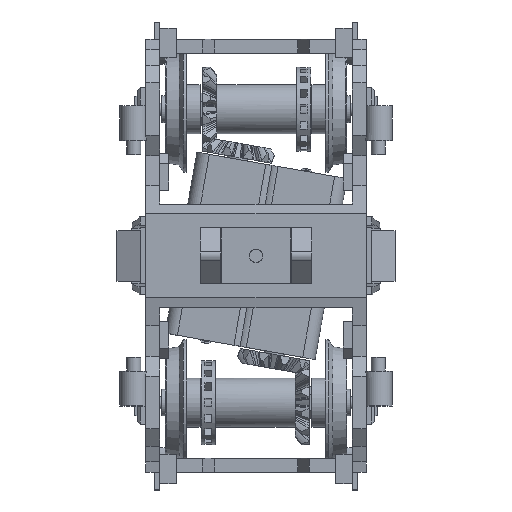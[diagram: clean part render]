
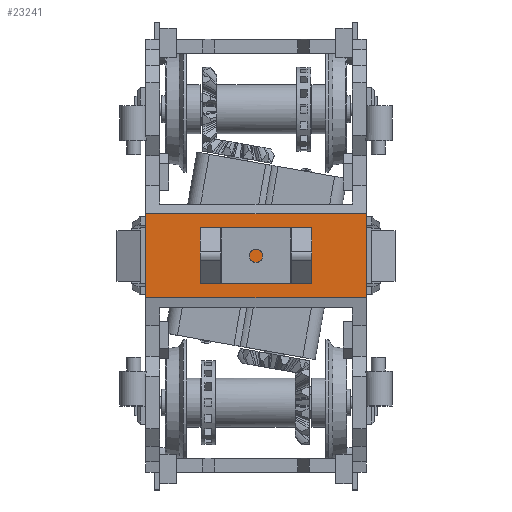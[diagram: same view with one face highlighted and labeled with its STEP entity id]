
A CAD part, top view. The second image highlights one B-rep face of the part: STEP entity #23241.
In plain terms, the highlighted planar face has unit normal (0, 0, 1).
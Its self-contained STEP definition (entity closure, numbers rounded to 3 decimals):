
#1350=FACE_BOUND('',#8260,.T.);
#1351=FACE_BOUND('',#8261,.T.);
#2152=LINE('',#36127,#4441);
#2155=LINE('',#36133,#4444);
#2157=LINE('',#36137,#4446);
#2160=LINE('',#36142,#4449);
#2162=LINE('',#36146,#4451);
#2163=LINE('',#36149,#4452);
#2165=LINE('',#36152,#4454);
#2166=LINE('',#36154,#4455);
#2684=LINE('',#37251,#4973);
#2962=LINE('',#37837,#5251);
#3231=LINE('',#38406,#5520);
#3233=LINE('',#38409,#5522);
#4441=VECTOR('',#28170,10.);
#4444=VECTOR('',#28175,10.);
#4446=VECTOR('',#28179,10.);
#4449=VECTOR('',#28184,10.);
#4451=VECTOR('',#28188,10.);
#4452=VECTOR('',#28191,10.);
#4454=VECTOR('',#28195,10.);
#4455=VECTOR('',#28198,10.);
#4973=VECTOR('',#29148,10.);
#5251=VECTOR('',#29682,10.);
#5520=VECTOR('',#30193,10.);
#5522=VECTOR('',#30197,10.);
#6901=FACE_OUTER_BOUND('',#8259,.T.);
#8259=EDGE_LOOP('',(#19461,#19462,#19463,#19464));
#8260=EDGE_LOOP('',(#19465,#19466,#19467,#19468));
#8261=EDGE_LOOP('',(#19469,#19470,#19471,#19472));
#10197=VERTEX_POINT('',#36124);
#10198=VERTEX_POINT('',#36126);
#10199=VERTEX_POINT('',#36130);
#10200=VERTEX_POINT('',#36132);
#10201=VERTEX_POINT('',#36136);
#10202=VERTEX_POINT('',#36140);
#10203=VERTEX_POINT('',#36144);
#10204=VERTEX_POINT('',#36148);
#10566=VERTEX_POINT('',#37248);
#10567=VERTEX_POINT('',#37250);
#10747=VERTEX_POINT('',#37835);
#10926=VERTEX_POINT('',#38404);
#12761=EDGE_CURVE('',#10198,#10197,#2152,.T.);
#12764=EDGE_CURVE('',#10200,#10199,#2155,.T.);
#12766=EDGE_CURVE('',#10201,#10198,#2157,.T.);
#12769=EDGE_CURVE('',#10199,#10202,#2160,.T.);
#12771=EDGE_CURVE('',#10197,#10203,#2162,.T.);
#12772=EDGE_CURVE('',#10204,#10200,#2163,.T.);
#12774=EDGE_CURVE('',#10203,#10201,#2165,.T.);
#12775=EDGE_CURVE('',#10202,#10204,#2166,.T.);
#13327=EDGE_CURVE('',#10566,#10567,#2684,.T.);
#13622=EDGE_CURVE('',#10747,#10566,#2962,.T.);
#13908=EDGE_CURVE('',#10747,#10926,#3231,.T.);
#13910=EDGE_CURVE('',#10926,#10567,#3233,.T.);
#19461=ORIENTED_EDGE('',*,*,#13908,.T.);
#19462=ORIENTED_EDGE('',*,*,#13910,.T.);
#19463=ORIENTED_EDGE('',*,*,#13327,.F.);
#19464=ORIENTED_EDGE('',*,*,#13622,.F.);
#19465=ORIENTED_EDGE('',*,*,#12769,.T.);
#19466=ORIENTED_EDGE('',*,*,#12775,.T.);
#19467=ORIENTED_EDGE('',*,*,#12772,.T.);
#19468=ORIENTED_EDGE('',*,*,#12764,.T.);
#19469=ORIENTED_EDGE('',*,*,#12761,.T.);
#19470=ORIENTED_EDGE('',*,*,#12771,.T.);
#19471=ORIENTED_EDGE('',*,*,#12774,.T.);
#19472=ORIENTED_EDGE('',*,*,#12766,.T.);
#22193=PLANE('',#25240);
#23241=ADVANCED_FACE('',(#6901,#1350,#1351),#22193,.T.);
#25240=AXIS2_PLACEMENT_3D('',#38408,#30195,#30196);
#28170=DIRECTION('',(0.,-1.,0.));
#28175=DIRECTION('',(0.,1.,0.));
#28179=DIRECTION('',(1.,0.,0.));
#28184=DIRECTION('',(1.,0.,0.));
#28188=DIRECTION('',(-1.,0.,0.));
#28191=DIRECTION('',(-1.,0.,0.));
#28195=DIRECTION('',(0.,1.,0.));
#28198=DIRECTION('',(0.,-1.,0.));
#29148=DIRECTION('',(1.,0.,0.));
#29682=DIRECTION('',(0.,1.,0.));
#30193=DIRECTION('',(1.,0.,0.));
#30195=DIRECTION('center_axis',(0.,0.,1.));
#30196=DIRECTION('ref_axis',(0.,-1.,0.));
#30197=DIRECTION('',(0.,1.,0.));
#36124=CARTESIAN_POINT('',(-5.1,-4.,8.7));
#36126=CARTESIAN_POINT('',(-5.1,4.,8.7));
#36127=CARTESIAN_POINT('',(-5.1,-6.,8.7));
#36130=CARTESIAN_POINT('',(5.1,4.,8.7));
#36132=CARTESIAN_POINT('',(5.1,-4.,8.7));
#36133=CARTESIAN_POINT('',(5.1,-6.,8.7));
#36136=CARTESIAN_POINT('',(-8.,4.,8.7));
#36137=CARTESIAN_POINT('',(6.9,4.,8.7));
#36140=CARTESIAN_POINT('',(8.,4.,8.7));
#36142=CARTESIAN_POINT('',(6.9,4.,8.7));
#36144=CARTESIAN_POINT('',(-8.,-4.,8.7));
#36146=CARTESIAN_POINT('',(6.9,-4.,8.7));
#36148=CARTESIAN_POINT('',(8.,-4.,8.7));
#36149=CARTESIAN_POINT('',(6.9,-4.,8.7));
#36152=CARTESIAN_POINT('',(-8.,0.,8.7));
#36154=CARTESIAN_POINT('',(8.,0.,8.7));
#37248=CARTESIAN_POINT('',(-15.8,6.,8.7));
#37250=CARTESIAN_POINT('',(15.8,6.,8.7));
#37251=CARTESIAN_POINT('',(13.8,6.,8.7));
#37835=CARTESIAN_POINT('',(-15.8,-6.,8.7));
#37837=CARTESIAN_POINT('',(-15.8,6.,8.7));
#38404=CARTESIAN_POINT('',(15.8,-6.,8.7));
#38406=CARTESIAN_POINT('',(13.8,-6.,8.7));
#38408=CARTESIAN_POINT('Origin',(13.8,0.,8.7));
#38409=CARTESIAN_POINT('',(15.8,6.,8.7));
